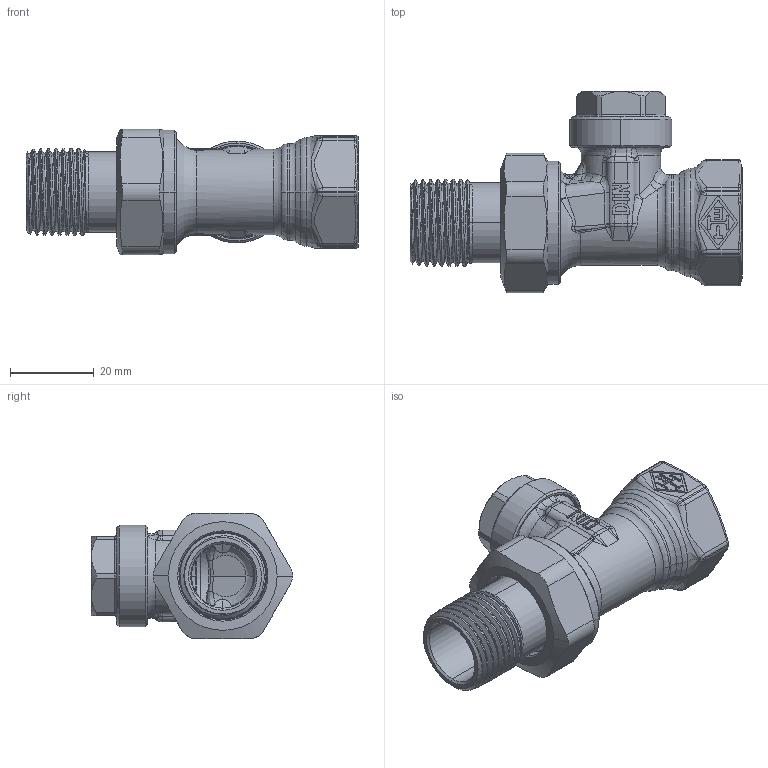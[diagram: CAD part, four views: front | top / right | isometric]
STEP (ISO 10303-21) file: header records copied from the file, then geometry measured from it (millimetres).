
FILE_DESCRIPTION((''),'2;1');
FILE_NAME('0302-02-000-GEWINDE_SW0001','2016-05-30T',('marann'),(''),'PRO/ENGINEER BY PARAMETRIC TECHNOLOGY CORPORATION, 2011490','PRO/ENGINEER BY PARAMETRIC TECHNOLOGY CORPORATION, 2011490','');
FILE_SCHEMA(('CONFIG_CONTROL_DESIGN'));
Products named in the file (1): 0302-02-000-GEWINDE_SW0001
Bounding box: 79.48 x 48.15 x 30 mm (x, y, z)
Volume: 23421.7 mm3; surface area: 17961.6 mm2
Topology: 1 solids, 1 shells, 934 faces, 2320 edges, 1399 vertices
Faces by surface type: cylinder 286, bspline 271, plane 214, cone 83, torus 62, sphere 18
Entity records: 40546 total; most frequent: CARTESIAN_POINT 20433, ORIENTED_EDGE 4608, DIRECTION 3687, EDGE_CURVE 2304, AXIS2_PLACEMENT_3D 1460, VERTEX_POINT 1399, EDGE_LOOP 963, FACE_OUTER_BOUND 934
